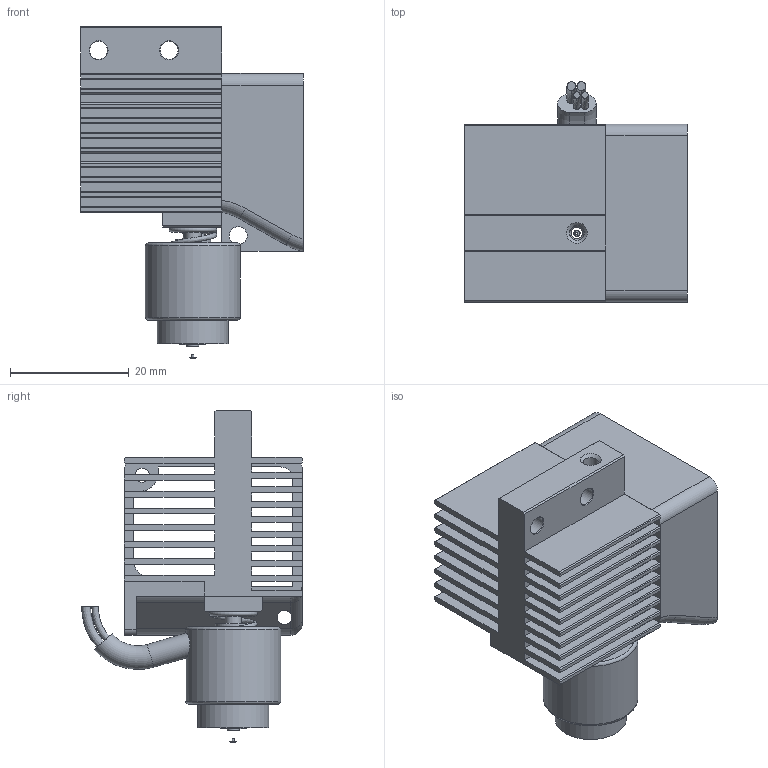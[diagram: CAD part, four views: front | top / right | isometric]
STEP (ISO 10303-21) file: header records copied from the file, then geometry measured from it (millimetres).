
FILE_DESCRIPTION(/* description */ (''),/* implementation_level */ '2;1');
FILE_NAME(/* name */ 'ElegooCC-E3DRevo-HotendHeatsink-FanDuct v1.3.step',/* time_stamp */ '2025-06-04T11:30:39+08:00',/* author */ (''),/* organization */ (''),/* preprocessor_version */ 'ST-DEVELOPER v20.1',/* originating_system */ 'Autodesk Translation Framework v14.4.0.0',/* authorisation */ '');
FILE_SCHEMA (('AP203_CONFIGURATION_CONTROLLED_3D_DESIGN_OF_MECHANICAL_PARTS_AND_ASSEMBLIES_MIM_LF { 1 0 10303 203 3 1 4 }','AUTOMOTIVE_DESIGN { 1 0 10303 214 3 1 1 }','FEATURE_BASED_PROCESS_PLANNING','AP242_MANAGED_MODEL_BASED_3D_ENGINEERING_MIM_LF { 1 0 10303 442 3 1 4 }'));
Length unit declared in the file: millimetre
Products named in the file (4): ElegooCC-E3DRevo-Hotend; ElegooCC-E3DRevo-HotendHeatsink-v1.2; ElegooCC-E3DRevo-Hotend-FanDuct-v1; E3D-Revo-Nozzle
Assembly tree (3 placements, depth 2):
  ElegooCC-E3DRevo-Hotend
    ElegooCC-E3DRevo-HotendHeatsink-v1.2
    ElegooCC-E3DRevo-Hotend-FanDuct-v1
    E3D-Revo-Nozzle
Bounding box: 37.5 x 37.2 x 55.99 mm (x, y, z)
Volume: 16086.4 mm3; surface area: 18833.8 mm2
Topology: 4 solids, 6 shells, 330 faces, 874 edges, 569 vertices
Faces by surface type: plane 162, cylinder 105, cone 41, bspline 14, torus 8
Full cylindrical faces by diameter (mm): 0.388 x1, 1.942 x2, 2.014 x1, 2.4 x2, 2.5 x1, 2.72 x2, 2.755 x2, 3 x3, 3.002 x1, 3.1 x1, 3.214 x1, 3.242 x14, 3.332 x9, 3.991 x13, 4.109 x4, 5.97 x1, 6.005 x1, 6.2 x1, 12 x1, 16 x1
Entity records: 28698 total; most frequent: CARTESIAN_POINT 20415, ORIENTED_EDGE 1748, DIRECTION 1483, EDGE_CURVE 874, VERTEX_POINT 569, LINE 537, VECTOR 537, AXIS2_PLACEMENT_3D 473
